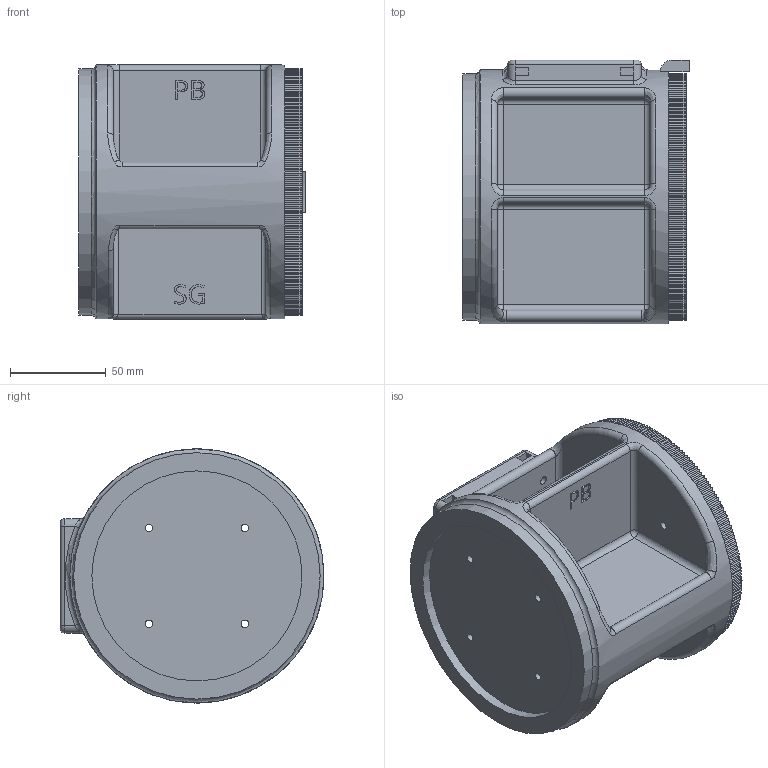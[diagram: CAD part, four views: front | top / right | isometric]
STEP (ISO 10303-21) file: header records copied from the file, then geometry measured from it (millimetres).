
FILE_DESCRIPTION(/* description */ ('STEP AP242','CAx-IF Rec.Pracs.---Representation and Presentation of Product Manufacturing Information (PMI)---4.0---2014-10-13','CAx-IF Rec.Pracs.---3D Tessellated Geometry---0.4---2014-09-14','2;1'),/* implementation_level */ '2;1');
FILE_NAME(/* name */ '6883cf89b70a2f0a03a84cd6',/* time_stamp */ '2025-07-25T18:40:10Z',/* author */ (''),/* organization */ (''),/* preprocessor_version */ 'ST-DEVELOPER v20',/* originating_system */ 'ONSHAPE BY PTC INC, 1.201',/* authorisation */ ' ');
FILE_SCHEMA (('AP242_MANAGED_MODEL_BASED_3D_ENGINEERING_MIM_LF { 1 0 10303 442 1 1 4 }'));
Length unit declared in the file: metre
Products named in the file (1): J1 Base New
Bounding box: 118.4 x 138.15 x 133.09 mm (x, y, z)
Volume: 746754.3 mm3; surface area: 123195.6 mm2
Topology: 1 solids, 1 shells, 774 faces, 2181 edges, 1412 vertices
Faces by surface type: cylinder 484, bspline 133, plane 125, sphere 16, torus 16
Full cylindrical faces by diameter (mm): 4 x8, 4.2 x8, 110 x2, 129 x1, 133 x1
Entity records: 30454 total; most frequent: CARTESIAN_POINT 10689, ORIENTED_EDGE 4258, DIRECTION 4119, EDGE_CURVE 2129, AXIS2_PLACEMENT_3D 1637, VERTEX_POINT 1399, CIRCLE 995, EDGE_LOOP 848
